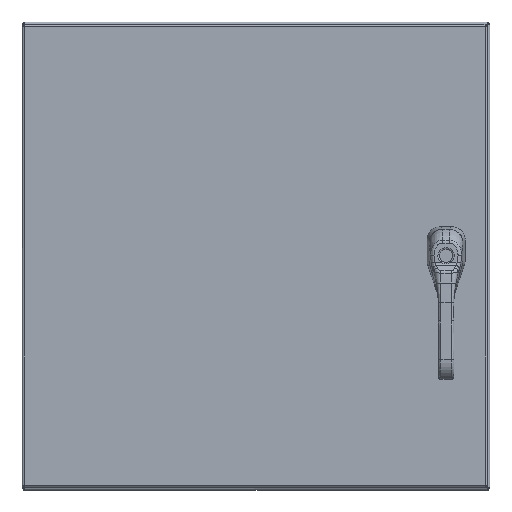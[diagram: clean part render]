
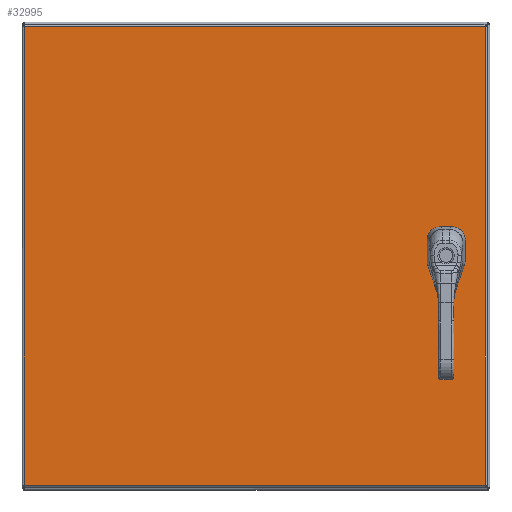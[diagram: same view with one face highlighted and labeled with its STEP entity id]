
A CAD part, top view. The second image highlights one B-rep face of the part: STEP entity #32995.
In plain terms, the highlighted face is planar.
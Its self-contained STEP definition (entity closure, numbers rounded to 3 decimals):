
#1153=FACE_BOUND('',#7372,.T.);
#1154=FACE_BOUND('',#7373,.T.);
#1155=FACE_BOUND('',#7374,.T.);
#1156=FACE_BOUND('',#7375,.T.);
#1514=CIRCLE('',#35175,0.453);
#1516=CIRCLE('',#35179,0.453);
#1518=CIRCLE('',#35183,0.453);
#1520=CIRCLE('',#35187,0.453);
#1522=CIRCLE('',#35191,0.141);
#1524=CIRCLE('',#35194,0.141);
#1526=CIRCLE('',#35197,0.141);
#5127=FACE_OUTER_BOUND('',#7371,.T.);
#7371=EDGE_LOOP('',(#22857,#22858,#22859,#22860));
#7372=EDGE_LOOP('',(#22861,#22862,#22863,#22864,#22865,#22866,#22867,#22868));
#7373=EDGE_LOOP('',(#22869));
#7374=EDGE_LOOP('',(#22870));
#7375=EDGE_LOOP('',(#22871));
#9918=LINE('',#51697,#12090);
#9922=LINE('',#51709,#12094);
#9926=LINE('',#51721,#12098);
#9930=LINE('',#51731,#12102);
#9966=LINE('',#51828,#12138);
#9972=LINE('',#51910,#12144);
#9987=LINE('',#52010,#12159);
#10002=LINE('',#52109,#12174);
#12090=VECTOR('',#39525,0.425);
#12094=VECTOR('',#39537,0.425);
#12098=VECTOR('',#39549,0.425);
#12102=VECTOR('',#39561,0.425);
#12138=VECTOR('',#39641,23.54);
#12144=VECTOR('',#39653,23.665);
#12159=VECTOR('',#39682,23.54);
#12174=VECTOR('',#39711,23.665);
#14263=VERTEX_POINT('',#51688);
#14264=VERTEX_POINT('',#51690);
#14266=VERTEX_POINT('',#51696);
#14268=VERTEX_POINT('',#51702);
#14270=VERTEX_POINT('',#51708);
#14272=VERTEX_POINT('',#51714);
#14274=VERTEX_POINT('',#51720);
#14276=VERTEX_POINT('',#51726);
#14278=VERTEX_POINT('',#51735);
#14280=VERTEX_POINT('',#51740);
#14282=VERTEX_POINT('',#51745);
#14307=VERTEX_POINT('',#51819);
#14308=VERTEX_POINT('',#51827);
#14313=VERTEX_POINT('',#51902);
#14323=VERTEX_POINT('',#52002);
#17405=EDGE_CURVE('',#14264,#14263,#1514,.T.);
#17408=EDGE_CURVE('',#14266,#14264,#9918,.T.);
#17411=EDGE_CURVE('',#14268,#14266,#1516,.T.);
#17414=EDGE_CURVE('',#14270,#14268,#9922,.T.);
#17417=EDGE_CURVE('',#14272,#14270,#1518,.T.);
#17420=EDGE_CURVE('',#14274,#14272,#9926,.T.);
#17423=EDGE_CURVE('',#14276,#14274,#1520,.T.);
#17426=EDGE_CURVE('',#14263,#14276,#9930,.T.);
#17428=EDGE_CURVE('',#14278,#14278,#1522,.T.);
#17430=EDGE_CURVE('',#14280,#14280,#1524,.T.);
#17432=EDGE_CURVE('',#14282,#14282,#1526,.T.);
#17469=EDGE_CURVE('',#14308,#14307,#9966,.T.);
#17479=EDGE_CURVE('',#14307,#14313,#9972,.T.);
#17498=EDGE_CURVE('',#14313,#14323,#9987,.T.);
#17517=EDGE_CURVE('',#14323,#14308,#10002,.T.);
#22857=ORIENTED_EDGE('',*,*,#17469,.T.);
#22858=ORIENTED_EDGE('',*,*,#17479,.T.);
#22859=ORIENTED_EDGE('',*,*,#17498,.T.);
#22860=ORIENTED_EDGE('',*,*,#17517,.T.);
#22861=ORIENTED_EDGE('',*,*,#17405,.T.);
#22862=ORIENTED_EDGE('',*,*,#17426,.T.);
#22863=ORIENTED_EDGE('',*,*,#17423,.T.);
#22864=ORIENTED_EDGE('',*,*,#17420,.T.);
#22865=ORIENTED_EDGE('',*,*,#17417,.T.);
#22866=ORIENTED_EDGE('',*,*,#17414,.T.);
#22867=ORIENTED_EDGE('',*,*,#17411,.T.);
#22868=ORIENTED_EDGE('',*,*,#17408,.T.);
#22869=ORIENTED_EDGE('',*,*,#17428,.T.);
#22870=ORIENTED_EDGE('',*,*,#17430,.T.);
#22871=ORIENTED_EDGE('',*,*,#17432,.T.);
#31617=PLANE('',#35234);
#32995=ADVANCED_FACE('',(#5127,#1153,#1154,#1155,#1156),#31617,.F.);
#35175=AXIS2_PLACEMENT_3D('',#51691,#39519,#39520);
#35179=AXIS2_PLACEMENT_3D('',#51703,#39531,#39532);
#35183=AXIS2_PLACEMENT_3D('',#51715,#39543,#39544);
#35187=AXIS2_PLACEMENT_3D('',#51727,#39555,#39556);
#35191=AXIS2_PLACEMENT_3D('',#51736,#39566,#39567);
#35194=AXIS2_PLACEMENT_3D('',#51741,#39572,#39573);
#35197=AXIS2_PLACEMENT_3D('',#51746,#39578,#39579);
#35234=AXIS2_PLACEMENT_3D('',#52195,#39736,#39737);
#39519=DIRECTION('center_axis',(0.,0.,1.));
#39520=DIRECTION('ref_axis',(-0.469,-0.883,0.));
#39525=DIRECTION('',(0.,1.,0.));
#39531=DIRECTION('center_axis',(0.,0.,1.));
#39532=DIRECTION('ref_axis',(-0.883,0.469,0.));
#39537=DIRECTION('',(1.,0.,0.));
#39543=DIRECTION('center_axis',(0.,0.,1.));
#39544=DIRECTION('ref_axis',(0.469,0.883,0.));
#39549=DIRECTION('',(0.,-1.,0.));
#39555=DIRECTION('center_axis',(0.,0.,1.));
#39556=DIRECTION('ref_axis',(0.883,-0.469,0.));
#39561=DIRECTION('',(-1.,0.,0.));
#39566=DIRECTION('center_axis',(0.,0.,1.));
#39567=DIRECTION('ref_axis',(1.,0.,0.));
#39572=DIRECTION('center_axis',(0.,0.,1.));
#39573=DIRECTION('ref_axis',(1.,0.,0.));
#39578=DIRECTION('center_axis',(0.,0.,1.));
#39579=DIRECTION('ref_axis',(1.,0.,0.));
#39641=DIRECTION('',(0.,-1.,0.));
#39653=DIRECTION('',(-1.,0.,0.));
#39682=DIRECTION('',(0.,1.,0.));
#39711=DIRECTION('',(1.,0.,0.));
#39736=DIRECTION('center_axis',(0.,0.,1.));
#39737=DIRECTION('ref_axis',(1.,0.,0.));
#51688=CARTESIAN_POINT('',(2.338,12.275,0.));
#51690=CARTESIAN_POINT('',(2.525,12.088,0.));
#51691=CARTESIAN_POINT('Origin',(2.125,11.875,0.));
#51696=CARTESIAN_POINT('',(2.525,11.662,0.));
#51697=CARTESIAN_POINT('',(2.525,11.981,0.));
#51702=CARTESIAN_POINT('',(2.338,11.475,0.));
#51703=CARTESIAN_POINT('Origin',(2.125,11.875,0.));
#51708=CARTESIAN_POINT('',(1.912,11.475,0.));
#51709=CARTESIAN_POINT('',(7.138,11.475,0.));
#51714=CARTESIAN_POINT('',(1.725,11.662,0.));
#51715=CARTESIAN_POINT('Origin',(2.125,11.875,0.));
#51720=CARTESIAN_POINT('',(1.725,12.088,0.));
#51721=CARTESIAN_POINT('',(1.725,11.769,0.));
#51726=CARTESIAN_POINT('',(1.912,12.275,0.));
#51727=CARTESIAN_POINT('Origin',(2.125,11.875,0.));
#51731=CARTESIAN_POINT('',(6.925,12.275,0.));
#51735=CARTESIAN_POINT('',(1.985,10.497,0.));
#51736=CARTESIAN_POINT('Origin',(2.125,10.497,0.));
#51740=CARTESIAN_POINT('',(1.985,10.989,0.));
#51741=CARTESIAN_POINT('Origin',(2.125,10.989,0.));
#51745=CARTESIAN_POINT('',(1.985,12.76,0.));
#51746=CARTESIAN_POINT('Origin',(2.125,12.76,0.));
#51819=CARTESIAN_POINT('',(23.77,0.105,0.));
#51827=CARTESIAN_POINT('',(23.77,23.645,0.));
#51828=CARTESIAN_POINT('',(23.77,17.76,0.));
#51902=CARTESIAN_POINT('',(0.105,0.105,0.));
#51910=CARTESIAN_POINT('',(17.854,0.105,0.));
#52002=CARTESIAN_POINT('',(0.105,23.645,0.));
#52010=CARTESIAN_POINT('',(0.105,5.99,0.));
#52109=CARTESIAN_POINT('',(6.021,23.645,0.));
#52195=CARTESIAN_POINT('Origin',(11.938,11.875,0.));
